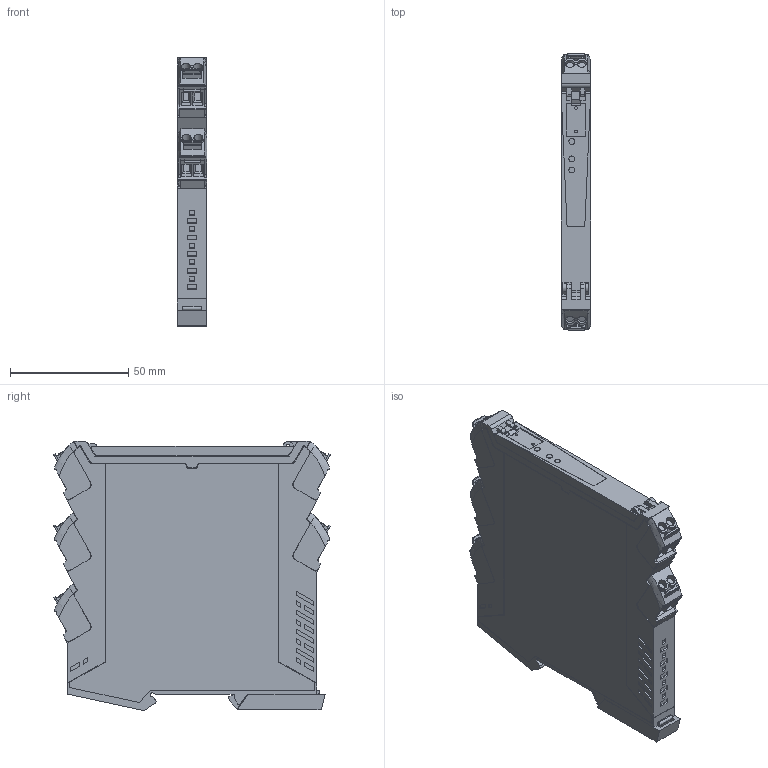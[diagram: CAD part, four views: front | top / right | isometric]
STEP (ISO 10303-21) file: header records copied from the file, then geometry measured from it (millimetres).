
FILE_DESCRIPTION(('CATIA V5 STEP Exchange','CAx-IF Rec.Pracs.--- Model Styling and Organization---1.4--- 2014-01-23'),'2;1');
FILE_NAME ('D1486788_0_7760054236_S3D_ACT20P_RTI_2AO_S.stp','2021-05-21T05:47:46+00:00',('none'),('Weidmueller'),'CATIA Version 5-6 Release 2016 SP3 HF44','CATIA V5 STEP AP214','none');
FILE_SCHEMA(('AUTOMOTIVE_DESIGN { 1 0 10303 214 1 1 1 1 }'));
Length unit declared in the file: millimetre
Products named in the file (1): S3D_ACT20P_RTI_2AO_S
Bounding box: 12.57 x 117.28 x 114.02 mm (x, y, z)
Volume: 143693.5 mm3; surface area: 46524.4 mm2
Topology: 18 solids, 18 shells, 1285 faces, 4071 edges, 2856 vertices
Faces by surface type: plane 890, cylinder 329, extrusion 28, revolution 20, bspline 10, sphere 8
Entity records: 46713 total; most frequent: CARTESIAN_POINT 11714, ORIENTED_EDGE 8130, DIRECTION 5206, EDGE_CURVE 4065, VERTEX_POINT 2856, VECTOR 2675, LINE 2647, AXIS2_PLACEMENT_3D 1583
